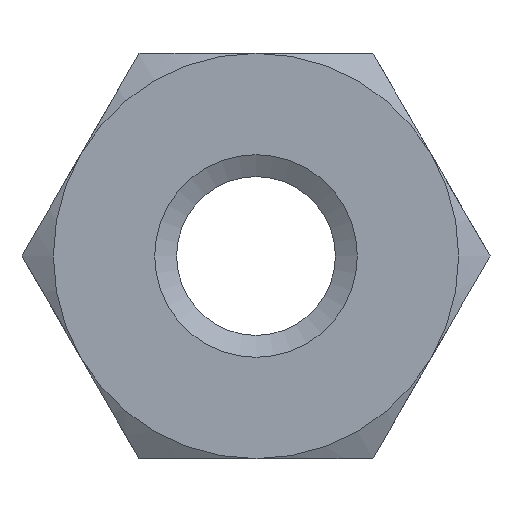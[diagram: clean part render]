
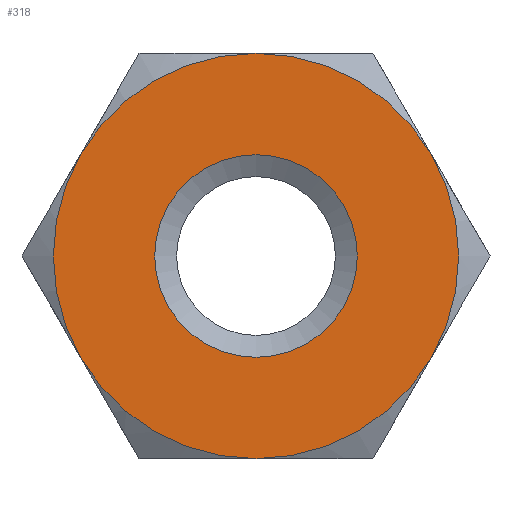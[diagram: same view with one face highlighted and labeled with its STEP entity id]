
A CAD part, left-side view. The second image highlights one B-rep face of the part: STEP entity #318.
In plain terms, the highlighted planar face has unit normal (-1, 0, 0).
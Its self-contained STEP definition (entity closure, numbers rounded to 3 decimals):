
#55=PLANE('',#346);
#66=FACE_BOUND('',#97,.T.);
#71=FACE_OUTER_BOUND('',#96,.T.);
#96=EDGE_LOOP('',(#214,#215,#216,#217,#218,#219));
#97=EDGE_LOOP('',(#220));
#121=CIRCLE('',#343,1.);
#123=CIRCLE('',#347,2.);
#124=CIRCLE('',#348,2.);
#125=CIRCLE('',#349,2.);
#126=CIRCLE('',#350,2.);
#127=CIRCLE('',#351,2.);
#128=CIRCLE('',#352,2.);
#137=VERTEX_POINT('',#476);
#139=VERTEX_POINT('',#482);
#140=VERTEX_POINT('',#483);
#141=VERTEX_POINT('',#485);
#142=VERTEX_POINT('',#487);
#143=VERTEX_POINT('',#489);
#144=VERTEX_POINT('',#491);
#165=EDGE_CURVE('',#137,#137,#121,.T.);
#167=EDGE_CURVE('',#139,#140,#123,.T.);
#168=EDGE_CURVE('',#140,#141,#124,.T.);
#169=EDGE_CURVE('',#141,#142,#125,.T.);
#170=EDGE_CURVE('',#142,#143,#126,.T.);
#171=EDGE_CURVE('',#143,#144,#127,.T.);
#172=EDGE_CURVE('',#144,#139,#128,.T.);
#214=ORIENTED_EDGE('',*,*,#167,.T.);
#215=ORIENTED_EDGE('',*,*,#168,.T.);
#216=ORIENTED_EDGE('',*,*,#169,.T.);
#217=ORIENTED_EDGE('',*,*,#170,.T.);
#218=ORIENTED_EDGE('',*,*,#171,.T.);
#219=ORIENTED_EDGE('',*,*,#172,.T.);
#220=ORIENTED_EDGE('',*,*,#165,.F.);
#318=ADVANCED_FACE('',(#71,#66),#55,.F.);
#343=AXIS2_PLACEMENT_3D('',#477,#388,#389);
#346=AXIS2_PLACEMENT_3D('',#481,#394,#395);
#347=AXIS2_PLACEMENT_3D('',#484,#396,#397);
#348=AXIS2_PLACEMENT_3D('',#486,#398,#399);
#349=AXIS2_PLACEMENT_3D('',#488,#400,#401);
#350=AXIS2_PLACEMENT_3D('',#490,#402,#403);
#351=AXIS2_PLACEMENT_3D('',#492,#404,#405);
#352=AXIS2_PLACEMENT_3D('',#493,#406,#407);
#388=DIRECTION('center_axis',(-1.,0.,0.));
#389=DIRECTION('ref_axis',(0.,0.,-1.));
#394=DIRECTION('center_axis',(1.,0.,0.));
#395=DIRECTION('ref_axis',(0.,0.,-1.));
#396=DIRECTION('center_axis',(-1.,0.,0.));
#397=DIRECTION('ref_axis',(0.,1.,0.));
#398=DIRECTION('center_axis',(-1.,0.,0.));
#399=DIRECTION('ref_axis',(0.,1.,0.));
#400=DIRECTION('center_axis',(-1.,0.,0.));
#401=DIRECTION('ref_axis',(0.,1.,0.));
#402=DIRECTION('center_axis',(-1.,0.,0.));
#403=DIRECTION('ref_axis',(0.,1.,0.));
#404=DIRECTION('center_axis',(-1.,0.,0.));
#405=DIRECTION('ref_axis',(0.,1.,0.));
#406=DIRECTION('center_axis',(-1.,0.,0.));
#407=DIRECTION('ref_axis',(0.,1.,0.));
#476=CARTESIAN_POINT('',(0.,0.,1.));
#477=CARTESIAN_POINT('Origin',(0.,0.,0.));
#481=CARTESIAN_POINT('Origin',(0.,0.,0.));
#482=CARTESIAN_POINT('',(0.,-1.732,-1.));
#483=CARTESIAN_POINT('',(0.,-1.732,1.));
#484=CARTESIAN_POINT('Origin',(0.,0.,0.));
#485=CARTESIAN_POINT('',(0.,0.,2.));
#486=CARTESIAN_POINT('Origin',(0.,0.,0.));
#487=CARTESIAN_POINT('',(0.,1.732,1.));
#488=CARTESIAN_POINT('Origin',(0.,0.,0.));
#489=CARTESIAN_POINT('',(0.,1.732,-1.));
#490=CARTESIAN_POINT('Origin',(0.,0.,0.));
#491=CARTESIAN_POINT('',(0.,0.,-2.));
#492=CARTESIAN_POINT('Origin',(0.,0.,0.));
#493=CARTESIAN_POINT('Origin',(0.,0.,0.));
